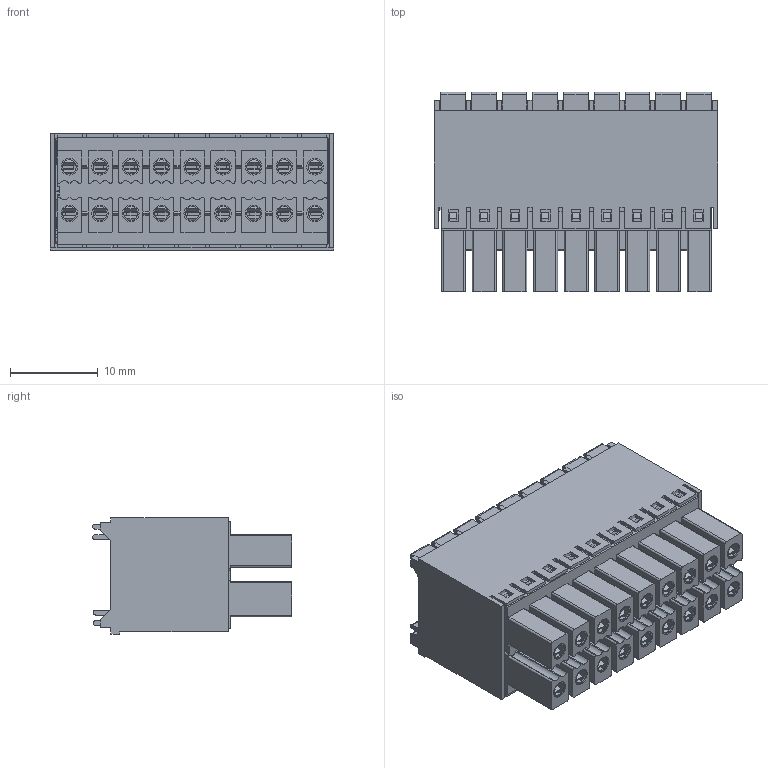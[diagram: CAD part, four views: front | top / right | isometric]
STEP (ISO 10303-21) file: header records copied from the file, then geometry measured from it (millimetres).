
FILE_DESCRIPTION(/* description */ ('Unknown'),/* implementation_level */ '2;1');
FILE_NAME(/* name */ '69137910018',/* time_stamp */ '2024-12-02T11:58:17+01:00',/* author */ ('Unknown'),/* organization */ ('Unknown'),/* preprocessor_version */ 'ST-DEVELOPER v19.4',/* originating_system */ 'Solid Edge',/* authorisation */ 'Unknown');
FILE_SCHEMA (('AUTOMOTIVE_DESIGN {1 0 10303 214 3 1 1}'));
Length unit declared in the file: millimetre
Products named in the file (7): 6913791000xx; 691379100018; 691379100018-2; 6913791000xx_Terminal Lever; 6913791000xx_Contact; 6913791800xx_Contact part 1; 6913791800xx_Contact part 2
Assembly tree (40 placements, depth 3):
  6913791000xx
    691379100018
    691379100018-2
    6913791000xx_Terminal Lever  x18
    6913791000xx_Contact  x18
      6913791800xx_Contact part 1
      6913791800xx_Contact part 2
Bounding box: 32.3 x 22.7 x 13.25 mm (x, y, z)
Volume: 4079.9 mm3; surface area: 16628.2 mm2
Topology: 56 solids, 56 shells, 4263 faces, 12104 edges, 7960 vertices
Faces by surface type: plane 3001, cylinder 1172, bspline 90
Full cylindrical faces by diameter (mm): 1.6 x18, 1.9 x18, 3 x18
Entity records: 52078 total; most frequent: CARTESIAN_POINT 10199, ORIENTED_EDGE 8916, DIRECTION 8090, EDGE_CURVE 4458, LINE 3872, VECTOR 3872, VERTEX_POINT 2952, AXIS2_PLACEMENT_3D 2109
